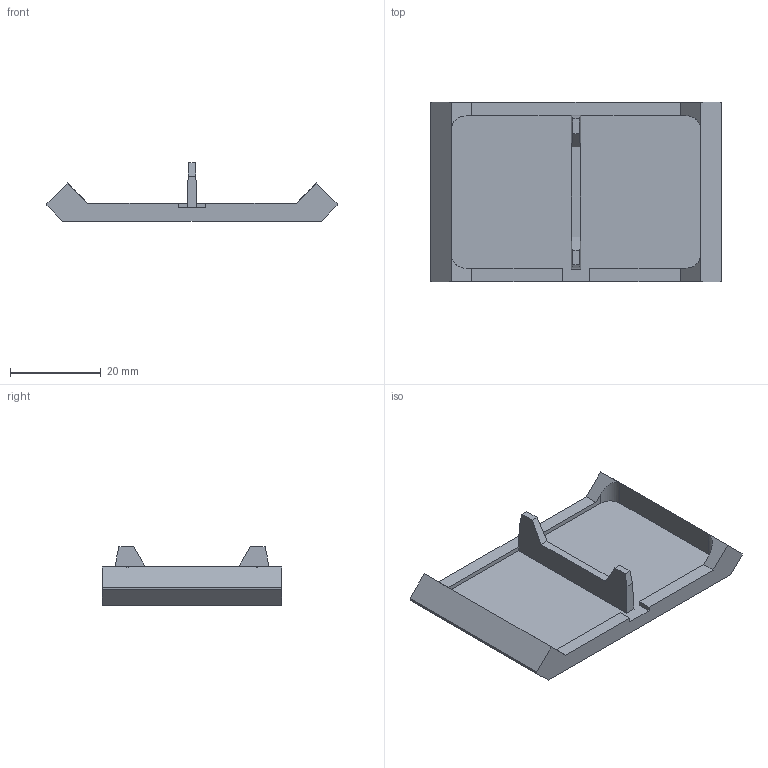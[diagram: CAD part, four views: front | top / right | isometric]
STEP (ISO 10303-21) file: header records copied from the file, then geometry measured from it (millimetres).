
FILE_DESCRIPTION (( 'STEP AP214' ), '1' );
FILE_NAME ('093wa402.STEP', '2014-08-20T13:30:31', ( '' ), ( '' ), 'SwSTEP 2.0', 'SolidWorks 2014', '' );
FILE_SCHEMA (( 'AUTOMOTIVE_DESIGN' ));
Length unit declared in the file: millimetre
Products named in the file (1): 093wa402
Bounding box: 64 x 39.6 x 13 mm (x, y, z)
Volume: 9170.5 mm3; surface area: 6911.4 mm2
Topology: 1 solids, 1 shells, 40 faces, 110 edges, 72 vertices
Faces by surface type: plane 36, cylinder 4
Entity records: 1282 total; most frequent: CARTESIAN_POINT 241, ORIENTED_EDGE 220, DIRECTION 190, EDGE_CURVE 110, VECTOR 100, LINE 100, VERTEX_POINT 72, AXIS2_PLACEMENT_3D 45
